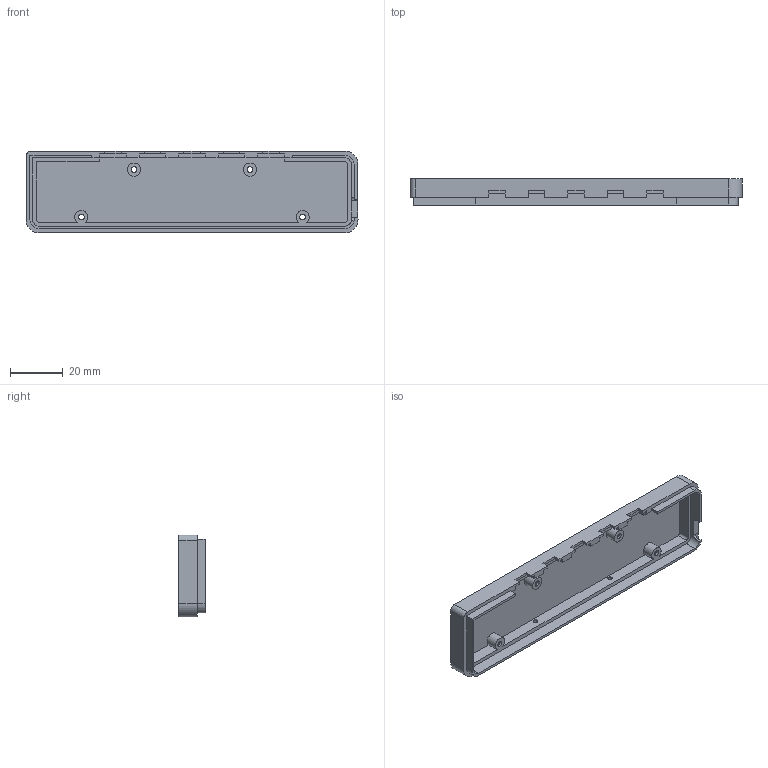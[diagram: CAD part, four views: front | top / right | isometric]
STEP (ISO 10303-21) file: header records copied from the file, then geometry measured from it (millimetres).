
FILE_DESCRIPTION(/* description */ (''),/* implementation_level */ '2;1');
FILE_NAME(/* name */ 'FocusBeam_v1.1_back.step',/* time_stamp */ '2026-02-03T11:18:06-06:00',/* author */ (''),/* organization */ (''),/* preprocessor_version */ 'ST-DEVELOPER v20.1',/* originating_system */ 'Autodesk Translation Framework v14.21.0.0',/* authorisation */ '');
FILE_SCHEMA (('AUTOMOTIVE_DESIGN { 1 0 10303 214 3 1 1 }'));
Length unit declared in the file: millimetre
Products named in the file (2): FocusBeam; back
Assembly tree (1 placements, depth 2):
  FocusBeam
    back
Bounding box: 126 x 10 x 31 mm (x, y, z)
Volume: 10260.9 mm3; surface area: 13270 mm2
Topology: 1 solids, 1 shells, 115 faces, 317 edges, 210 vertices
Faces by surface type: plane 80, cylinder 31, cone 4
Full cylindrical faces by diameter (mm): 1.65 x2, 2.2 x4, 3.8 x4, 5 x2
Entity records: 3738 total; most frequent: CARTESIAN_POINT 669, ORIENTED_EDGE 634, DIRECTION 615, EDGE_CURVE 317, LINE 247, VECTOR 247, VERTEX_POINT 210, AXIS2_PLACEMENT_3D 184
